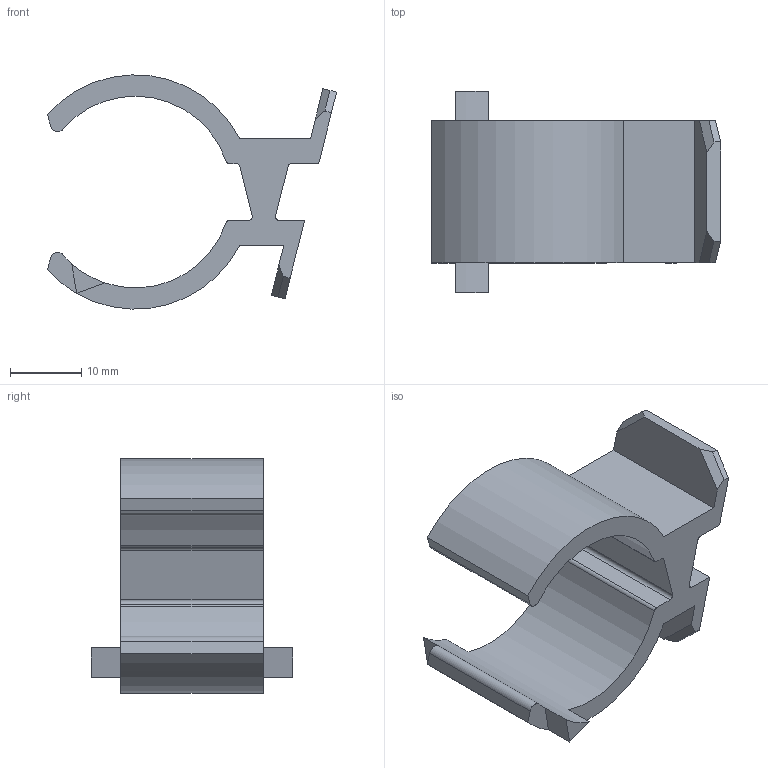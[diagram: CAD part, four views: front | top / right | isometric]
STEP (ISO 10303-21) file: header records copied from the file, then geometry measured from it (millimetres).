
FILE_DESCRIPTION (( 'STEP AP214' ), '1' );
FILE_NAME ('B322 Êðåïëåíèå Ô28 äëÿ èíôîðìàöèîííîãî ïðîôèëÿ.STEP', '2023-11-14T09:52:18', ( '' ), ( '' ), 'SwSTEP 2.0', 'SolidWorks 2022', '' );
FILE_SCHEMA (( 'AUTOMOTIVE_DESIGN' ));
Length unit declared in the file: millimetre
Products named in the file (1): B322 Крепление Ф28 для информационного профиля
Bounding box: 40.71 x 28.4 x 32.98 mm (x, y, z)
Volume: 6671.8 mm3; surface area: 5021.2 mm2
Topology: 1 solids, 1 shells, 46 faces, 128 edges, 84 vertices
Faces by surface type: plane 34, cylinder 12
Entity records: 2010 total; most frequent: CARTESIAN_POINT 259, ORIENTED_EDGE 256, DIRECTION 252, EDGE_CURVE 128, LINE 98, VECTOR 98, VERTEX_POINT 84, AXIS2_PLACEMENT_3D 77
